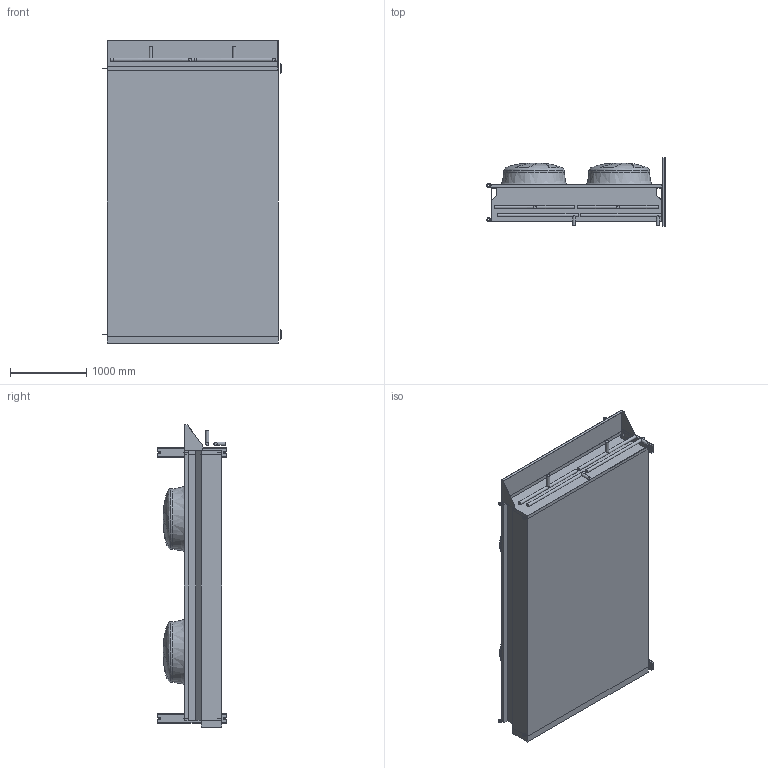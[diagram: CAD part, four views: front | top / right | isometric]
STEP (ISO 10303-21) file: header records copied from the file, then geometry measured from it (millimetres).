
FILE_DESCRIPTION (( 'STEP AP203' ), '1' );
FILE_NAME ('BXD_802_H.STEP', '2018-09-17T15:03:41', ( 'Alfa Laval' ), ( 'Alfa Laval' ), 'SwSTEP 2.0', 'SolidWorks 2016', '' );
FILE_SCHEMA (( 'CONFIG_CONTROL_DESIGN' ));
Length unit declared in the file: millimetre
Products named in the file (6): ALB_COVER_BS_LIGHT_DOUBLE_CU; ALB_COILFRAME-CASING_LIGHT_DOUBLE_800_2M; ALB_FEET_HF_LIGHT_DOUBLE_800_2M; ALB_COVER_HS_LIGHT_DOUBLE; ALB_HEADER_GAS_COOLER_DOUBLE_LIGHT_CU; BXD_802_H
Assembly tree (5 placements, depth 2):
  BXD_802_H
    ALB_COILFRAME-CASING_LIGHT_DOUBLE_800_2M
    ALB_FEET_HF_LIGHT_DOUBLE_800_2M
    ALB_COVER_HS_LIGHT_DOUBLE
    ALB_COVER_BS_LIGHT_DOUBLE_CU
    ALB_HEADER_GAS_COOLER_DOUBLE_LIGHT_CU
Bounding box: 2344.91 x 900 x 3980 mm (x, y, z)
Volume: 4371910171.8 mm3; surface area: 29711870.4 mm2
Topology: 13 solids, 13 shells, 173 faces, 462 edges, 334 vertices
Faces by surface type: plane 97, cylinder 44, bspline 32
Full cylindrical faces by diameter (mm): 16 x4, 30 x4, 34 x4, 42 x8, 800 x4
Entity records: 9468 total; most frequent: CARTESIAN_POINT 4839, ORIENTED_EDGE 796, DIRECTION 764, EDGE_CURVE 398, VERTEX_POINT 312, AXIS2_PLACEMENT_3D 273, EDGE_LOOP 262, LINE 218
